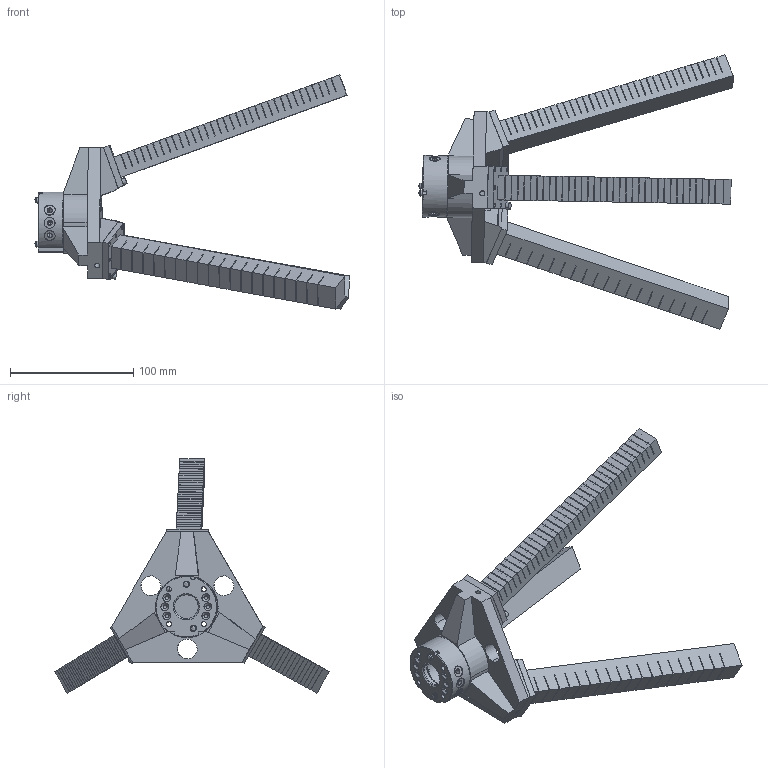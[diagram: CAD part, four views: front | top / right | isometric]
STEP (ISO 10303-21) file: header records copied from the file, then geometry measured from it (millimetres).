
FILE_DESCRIPTION(('CATIA V5 STEP'),'2;1');
FILE_NAME('Assembly_Gripper.stp','2017-04-04T19:19:40+00:00',('none'),('none'),'CATIA Version 5 Release 20 SP 2 (IN-10)','CATIA V5 STEP AP214','none');
FILE_SCHEMA(('AUTOMOTIVE_DESIGN { 1 0 10303 214 1 1 1 1 }'));
Length unit declared in the file: millimetre
Products named in the file (10): Assembly_Gripper; Adapter Robot; _SCHUNK_SWA_011_000_000_parts__01_2; Flange_b16; M3; M5; Gripper_t1.0_d0.5_b16_l5_n35; Gripper_t3.0_d0.5_b16_l9_n20; Gripper_t1.0_d0.5_b13_l5_n35; Flange_b13
Assembly tree (11 placements, depth 2):
  Assembly_Gripper
    Adapter Robot
    _SCHUNK_SWA_011_000_000_parts__01_2
    Flange_b16  x2
    M3  x2
    M5
    Gripper_t1.0_d0.5_b16_l5_n35
    Gripper_t3.0_d0.5_b16_l9_n20
    Gripper_t1.0_d0.5_b13_l5_n35
    Flange_b13
Bounding box: 255.12 x 222.76 x 190.16 mm (x, y, z)
Volume: 364358.4 mm3; surface area: 222281 mm2
Topology: 11 solids, 11 shells, 1571 faces, 4443 edges, 2935 vertices
Faces by surface type: plane 1250, cylinder 243, cone 64, torus 12, bspline 2
Entity records: 48138 total; most frequent: CARTESIAN_POINT 10452, ORIENTED_EDGE 8646, DIRECTION 5670, EDGE_CURVE 4323, VECTOR 3733, LINE 3733, VERTEX_POINT 2866, EDGE_LOOP 1683
